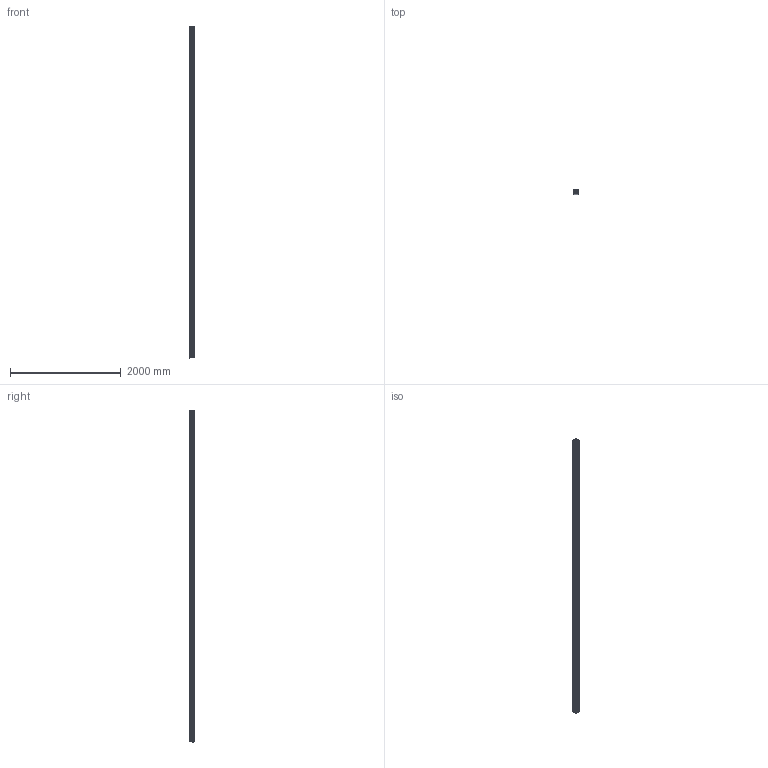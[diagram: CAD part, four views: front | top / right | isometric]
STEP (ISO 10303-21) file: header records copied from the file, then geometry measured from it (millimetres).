
FILE_DESCRIPTION (( 'STEP AP203' ), '1' );
FILE_NAME ('C03-4.STEP', '2018-04-02T17:12:46', ( 'User2' ), ( '' ), 'SwSTEP 2.0', 'SolidWorks 2007', '' );
FILE_SCHEMA (( 'CONFIG_CONTROL_DESIGN' ));
Length unit declared in the file: millimetre
Products named in the file (1): C03-4
Bounding box: 80 x 80 x 6000 mm (x, y, z)
Volume: 10035718.4 mm3; surface area: 8449375 mm2
Topology: 1 solids, 1 shells, 818 faces, 2448 edges, 1632 vertices
Faces by surface type: cylinder 512, plane 306
Entity records: 28089 total; most frequent: DIRECTION 5110, CARTESIAN_POINT 4899, ORIENTED_EDGE 4896, EDGE_CURVE 2448, AXIS2_PLACEMENT_3D 1843, VERTEX_POINT 1632, VECTOR 1424, LINE 1424
